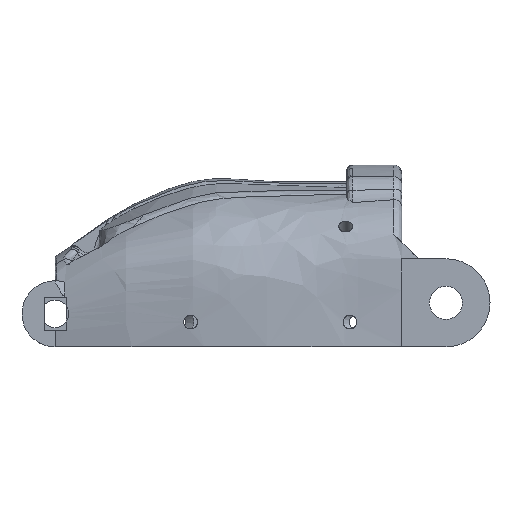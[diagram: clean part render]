
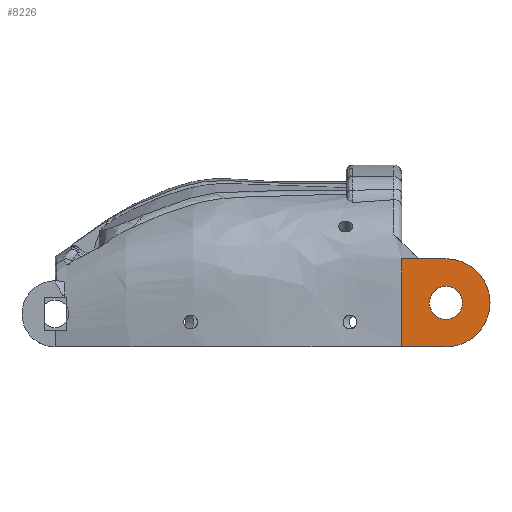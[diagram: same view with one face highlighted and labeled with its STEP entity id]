
A CAD part, left-side view. The second image highlights one B-rep face of the part: STEP entity #8226.
In plain terms, the highlighted planar face has unit normal (-1, 0, 0).
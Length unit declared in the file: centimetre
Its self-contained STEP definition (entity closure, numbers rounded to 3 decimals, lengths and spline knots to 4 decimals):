
#250=FACE_BOUND('',#2523,.T.);
#374=CIRCLE('',#8446,0.3);
#433=CIRCLE('',#8569,0.8);
#615=LINE('',#18029,#1057);
#633=LINE('',#18107,#1075);
#1057=VECTOR('',#9394,0.8);
#1075=VECTOR('',#9478,0.8);
#1528=PLANE('',#8754);
#1977=FACE_OUTER_BOUND('',#2522,.T.);
#2522=EDGE_LOOP('',(#7494,#7495,#7496,#7497,#7498,#7499));
#2523=EDGE_LOOP('',(#7500));
#2636=B_SPLINE_CURVE_WITH_KNOTS('',3,(#11891,#11892,#11893,#11894,#11895,
#11896,#11897,#11898,#11899,#11900,#11901),.UNSPECIFIED.,.F.,.F.,(4,1,1,
1,1,1,1,1,4),(0.,0.06,0.09,0.12,
0.135,0.15,0.165,0.1799,
0.1918),.UNSPECIFIED.);
#2637=B_SPLINE_CURVE_WITH_KNOTS('',3,(#11903,#11904,#11905,#11906),
 .UNSPECIFIED.,.F.,.F.,(4,4),(0.1918,0.1918),
 .UNSPECIFIED.);
#2638=B_SPLINE_CURVE_WITH_KNOTS('',3,(#11908,#11909,#11910,#11911,#11912,
#11913,#11914,#11915),.UNSPECIFIED.,.F.,.F.,(4,1,1,1,1,4),(0.1918,
0.2099,0.2249,0.2399,0.2699,
0.2999),.UNSPECIFIED.);
#3187=VERTEX_POINT('',#11879);
#3188=VERTEX_POINT('',#11890);
#3189=VERTEX_POINT('',#11902);
#3190=VERTEX_POINT('',#11907);
#3485=VERTEX_POINT('',#16631);
#3576=VERTEX_POINT('',#18027);
#3603=VERTEX_POINT('',#18106);
#4030=EDGE_CURVE('',#3187,#3188,#2636,.T.);
#4031=EDGE_CURVE('',#3188,#3189,#2637,.T.);
#4032=EDGE_CURVE('',#3189,#3190,#2638,.T.);
#4450=EDGE_CURVE('',#3485,#3485,#374,.T.);
#4582=EDGE_CURVE('',#3187,#3576,#615,.T.);
#4622=EDGE_CURVE('',#3190,#3603,#633,.T.);
#4747=EDGE_CURVE('',#3576,#3603,#433,.T.);
#7494=ORIENTED_EDGE('',*,*,#4747,.T.);
#7495=ORIENTED_EDGE('',*,*,#4622,.F.);
#7496=ORIENTED_EDGE('',*,*,#4032,.F.);
#7497=ORIENTED_EDGE('',*,*,#4031,.F.);
#7498=ORIENTED_EDGE('',*,*,#4030,.F.);
#7499=ORIENTED_EDGE('',*,*,#4582,.T.);
#7500=ORIENTED_EDGE('',*,*,#4450,.T.);
#8226=ADVANCED_FACE('',(#1977,#250),#1528,.T.);
#8446=AXIS2_PLACEMENT_3D('',#16632,#9257,#9258);
#8569=AXIS2_PLACEMENT_3D('',#23466,#9600,#9601);
#8754=AXIS2_PLACEMENT_3D('',#30681,#10206,#10207);
#9257=DIRECTION('center_axis',(1.,0.,0.));
#9258=DIRECTION('ref_axis',(0.,0.,1.));
#9394=DIRECTION('',(0.,-1.,0.));
#9478=DIRECTION('',(0.,-1.,0.));
#9600=DIRECTION('center_axis',(-1.,0.,0.));
#9601=DIRECTION('ref_axis',(0.,0.,1.));
#10206=DIRECTION('center_axis',(-1.,0.,0.));
#10207=DIRECTION('ref_axis',(0.,0.,
-1.));
#11879=CARTESIAN_POINT('',(-3.05,0.8,-0.8));
#11890=CARTESIAN_POINT('',(-3.05,0.8,0.2259));
#11891=CARTESIAN_POINT('Ctrl Pts',(-3.05,0.8,-0.8));
#11892=CARTESIAN_POINT('Ctrl Pts',(-3.05,0.8,-0.6931));
#11893=CARTESIAN_POINT('Ctrl Pts',(-3.05,0.8,
-0.5328));
#11894=CARTESIAN_POINT('Ctrl Pts',(-3.05,0.8,
-0.319));
#11895=CARTESIAN_POINT('Ctrl Pts',(-3.05,0.8,
-0.1853));
#11896=CARTESIAN_POINT('Ctrl Pts',(-3.05,0.8,
-0.0784));
#11897=CARTESIAN_POINT('Ctrl Pts',(-3.05,0.8,0.0017));
#11898=CARTESIAN_POINT('Ctrl Pts',(-3.05,0.8,
0.0819));
#11899=CARTESIAN_POINT('Ctrl Pts',(-3.05,0.8,
0.1567));
#11900=CARTESIAN_POINT('Ctrl Pts',(-3.05,0.8,
0.2047));
#11901=CARTESIAN_POINT('Ctrl Pts',(-3.05,0.8,
0.2259));
#11902=CARTESIAN_POINT('',(-3.05,0.8,0.2259));
#11903=CARTESIAN_POINT('Ctrl Pts',(-3.05,0.8,
0.2259));
#11904=CARTESIAN_POINT('Ctrl Pts',(-3.05,0.8,
0.2259));
#11905=CARTESIAN_POINT('Ctrl Pts',(-3.05,0.8,
0.2259));
#11906=CARTESIAN_POINT('Ctrl Pts',(-3.05,0.8,
0.2259));
#11907=CARTESIAN_POINT('',(-3.05,0.8,0.8));
#11908=CARTESIAN_POINT('Ctrl Pts',(-3.05,0.8,
0.2259));
#11909=CARTESIAN_POINT('Ctrl Pts',(-3.05,0.8,
0.2583));
#11910=CARTESIAN_POINT('Ctrl Pts',(-3.05,0.8,
0.3174));
#11911=CARTESIAN_POINT('Ctrl Pts',(-3.05,0.8,
0.4029));
#11912=CARTESIAN_POINT('Ctrl Pts',(-3.05,0.8,0.5088));
#11913=CARTESIAN_POINT('Ctrl Pts',(-3.05,0.8,
0.6413));
#11914=CARTESIAN_POINT('Ctrl Pts',(-3.05,0.8,
0.747));
#11915=CARTESIAN_POINT('Ctrl Pts',(-3.05,0.8,
0.8002));
#16631=CARTESIAN_POINT('',(-3.05,0.,-0.3));
#16632=CARTESIAN_POINT('Origin',(-3.05,0.,0.));
#18027=CARTESIAN_POINT('',(-3.05,0.,-0.8));
#18029=CARTESIAN_POINT('',(-3.05,0.8,-0.8));
#18106=CARTESIAN_POINT('',(-3.05,0.,0.8));
#18107=CARTESIAN_POINT('',(-3.05,0.8,0.8));
#23466=CARTESIAN_POINT('Origin',(-3.05,0.,0.));
#30681=CARTESIAN_POINT('Origin',(-3.05,0.8,0.8));
